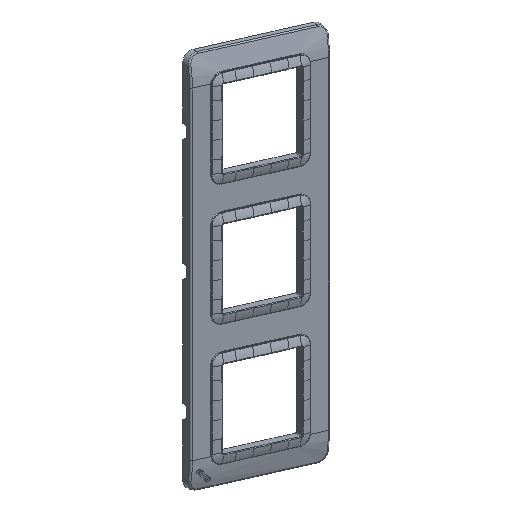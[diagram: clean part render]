
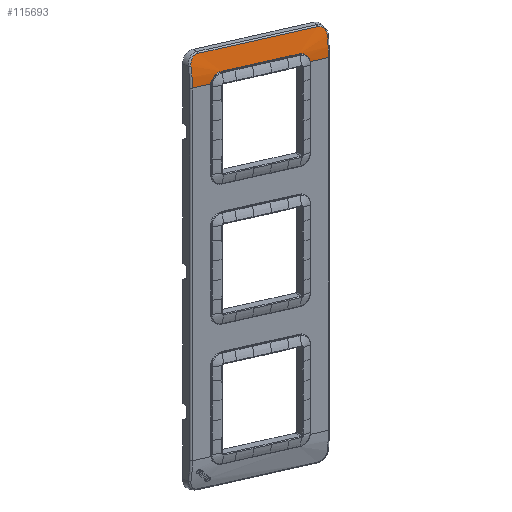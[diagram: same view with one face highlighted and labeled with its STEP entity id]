
A CAD part, top view. The second image highlights one B-rep face of the part: STEP entity #115693.
In plain terms, the highlighted cylindrical face has radius 55 mm (diameter 110 mm), a partial arc.
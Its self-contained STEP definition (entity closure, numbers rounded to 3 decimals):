
#102306=CARTESIAN_POINT('Vertex',(38.779,58.954,6.)) ;
#102309=CARTESIAN_POINT('Line Origine',(33.602,58.954,6.)) ;
#102313=CARTESIAN_POINT('Vertex',(28.425,58.954,6.)) ;
#102362=CARTESIAN_POINT('Vertex',(-28.425,58.954,6.)) ;
#102365=CARTESIAN_POINT('Line Origine',(-33.602,58.954,6.)) ;
#102369=CARTESIAN_POINT('Vertex',(-38.779,58.954,6.)) ;
#111749=CARTESIAN_POINT('Vertex',(38.905,69.637,4.952)) ;
#111753=CARTESIAN_POINT('Control Point',(38.905,69.637,4.952)) ;
#111754=CARTESIAN_POINT('Control Point',(38.855,67.528,5.37)) ;
#111755=CARTESIAN_POINT('Control Point',(38.817,65.398,5.685)) ;
#111756=CARTESIAN_POINT('Control Point',(38.791,63.255,5.895)) ;
#111757=CARTESIAN_POINT('Control Point',(38.779,61.104,6.)) ;
#111758=CARTESIAN_POINT('Control Point',(38.779,58.954,6.)) ;
#111896=CARTESIAN_POINT('Vertex',(34.099,74.851,3.652)) ;
#111900=CARTESIAN_POINT('Control Point',(34.099,74.851,3.652)) ;
#111901=CARTESIAN_POINT('Control Point',(34.231,74.851,3.652)) ;
#111902=CARTESIAN_POINT('Control Point',(34.362,74.846,3.654)) ;
#111903=CARTESIAN_POINT('Control Point',(34.494,74.837,3.657)) ;
#111904=CARTESIAN_POINT('Control Point',(35.217,74.761,3.679)) ;
#111905=CARTESIAN_POINT('Control Point',(35.919,74.546,3.744)) ;
#111906=CARTESIAN_POINT('Control Point',(36.458,74.278,3.823)) ;
#111907=CARTESIAN_POINT('Control Point',(37.293,73.682,3.994)) ;
#111908=CARTESIAN_POINT('Control Point',(37.941,72.897,4.205)) ;
#111909=CARTESIAN_POINT('Control Point',(38.175,72.541,4.297)) ;
#111910=CARTESIAN_POINT('Control Point',(38.572,71.777,4.488)) ;
#111911=CARTESIAN_POINT('Control Point',(38.807,70.945,4.68)) ;
#111912=CARTESIAN_POINT('Control Point',(38.883,70.513,4.774)) ;
#111913=CARTESIAN_POINT('Control Point',(38.915,70.075,4.866)) ;
#111914=CARTESIAN_POINT('Control Point',(38.905,69.637,4.952)) ;
#111928=CARTESIAN_POINT('Line Origine',(19.927,74.851,3.652)) ;
#111932=CARTESIAN_POINT('Vertex',(-34.099,74.851,3.652)) ;
#112003=CARTESIAN_POINT('Control Point',(-34.099,74.851,3.652)) ;
#112004=CARTESIAN_POINT('Control Point',(-34.231,74.851,3.652)) ;
#112005=CARTESIAN_POINT('Control Point',(-34.362,74.846,3.654)) ;
#112006=CARTESIAN_POINT('Control Point',(-34.494,74.837,3.657)) ;
#112007=CARTESIAN_POINT('Control Point',(-35.217,74.761,3.679)) ;
#112008=CARTESIAN_POINT('Control Point',(-35.919,74.546,3.744)) ;
#112009=CARTESIAN_POINT('Control Point',(-36.458,74.278,3.823)) ;
#112010=CARTESIAN_POINT('Control Point',(-37.293,73.682,3.994)) ;
#112011=CARTESIAN_POINT('Control Point',(-37.941,72.897,4.205)) ;
#112012=CARTESIAN_POINT('Control Point',(-38.175,72.541,4.297)) ;
#112013=CARTESIAN_POINT('Control Point',(-38.572,71.777,4.488)) ;
#112014=CARTESIAN_POINT('Control Point',(-38.807,70.945,4.68)) ;
#112015=CARTESIAN_POINT('Control Point',(-38.883,70.513,4.774)) ;
#112016=CARTESIAN_POINT('Control Point',(-38.915,70.075,4.866)) ;
#112017=CARTESIAN_POINT('Control Point',(-38.905,69.637,4.952)) ;
#112018=CARTESIAN_POINT('Vertex',(-38.905,69.637,4.952)) ;
#112404=CARTESIAN_POINT('Control Point',(-38.905,69.637,4.952)) ;
#112405=CARTESIAN_POINT('Control Point',(-38.855,67.528,5.37)) ;
#112406=CARTESIAN_POINT('Control Point',(-38.817,65.398,5.685)) ;
#112407=CARTESIAN_POINT('Control Point',(-38.791,63.255,5.895)) ;
#112408=CARTESIAN_POINT('Control Point',(-38.779,61.104,6.)) ;
#112409=CARTESIAN_POINT('Control Point',(-38.779,58.954,6.)) ;
#115651=CARTESIAN_POINT('Axis2P3D Location',(34.5,58.954,-49.)) ;
#115657=CARTESIAN_POINT('Control Point',(-22.2,64.022,5.766)) ;
#115658=CARTESIAN_POINT('Control Point',(-23.941,64.022,5.766)) ;
#115659=CARTESIAN_POINT('Control Point',(-25.683,63.429,5.82)) ;
#115660=CARTESIAN_POINT('Control Point',(-27.147,62.24,5.934)) ;
#115661=CARTESIAN_POINT('Control Point',(-28.08,60.656,6.)) ;
#115662=CARTESIAN_POINT('Control Point',(-28.425,58.954,6.)) ;
#115663=CARTESIAN_POINT('Vertex',(-22.2,64.022,5.766)) ;
#115666=CARTESIAN_POINT('Line Origine',(34.5,64.022,5.766)) ;
#115670=CARTESIAN_POINT('Vertex',(22.2,64.022,5.766)) ;
#115674=CARTESIAN_POINT('Control Point',(28.425,58.954,6.)) ;
#115675=CARTESIAN_POINT('Control Point',(28.08,60.656,6.)) ;
#115676=CARTESIAN_POINT('Control Point',(27.147,62.24,5.934)) ;
#115677=CARTESIAN_POINT('Control Point',(25.683,63.429,5.82)) ;
#115678=CARTESIAN_POINT('Control Point',(23.941,64.022,5.766)) ;
#115679=CARTESIAN_POINT('Control Point',(22.2,64.022,5.766)) ;
#102310=DIRECTION('Vector Direction',(1.,0.,0.)) ;
#102366=DIRECTION('Vector Direction',(1.,0.,0.)) ;
#111929=DIRECTION('Vector Direction',(1.,0.,0.)) ;
#115652=DIRECTION('Axis2P3D Direction',(1.,0.,0.)) ;
#115653=DIRECTION('Axis2P3D XDirection',(0.,0.298,0.955)) ;
#115667=DIRECTION('Vector Direction',(1.,0.,0.)) ;
#115654=AXIS2_PLACEMENT_3D('Cylinder Axis2P3D',#115651,#115652,#115653) ;
#115682=ORIENTED_EDGE('',*,*,#102315,.T.) ;
#115683=ORIENTED_EDGE('',*,*,#111759,.T.) ;
#115684=ORIENTED_EDGE('',*,*,#111915,.T.) ;
#115685=ORIENTED_EDGE('',*,*,#111934,.F.) ;
#115686=ORIENTED_EDGE('',*,*,#112020,.F.) ;
#115687=ORIENTED_EDGE('',*,*,#112410,.F.) ;
#115688=ORIENTED_EDGE('',*,*,#102371,.F.) ;
#115689=ORIENTED_EDGE('',*,*,#115665,.T.) ;
#115690=ORIENTED_EDGE('',*,*,#115672,.T.) ;
#115691=ORIENTED_EDGE('',*,*,#115680,.T.) ;
#102311=VECTOR('Line Direction',#102310,1.) ;
#102367=VECTOR('Line Direction',#102366,1.) ;
#111930=VECTOR('Line Direction',#111929,1.) ;
#115668=VECTOR('Line Direction',#115667,1.) ;
#115693=ADVANCED_FACE('PartBody',(#115692),#115655,.T.) ;
#111752=B_SPLINE_CURVE_WITH_KNOTS('',5,(#111753,#111754,#111755,#111756,#111757,#111758),.UNSPECIFIED.,.F.,.U.,(6,6),(22.773,37.842),.UNSPECIFIED.) ;
#111899=B_SPLINE_CURVE_WITH_KNOTS('',5,(#111900,#111901,#111902,#111903,#111904,#111905,#111906,#111907,#111908,#111909,#111910,#111911,#111912,#111913,#111914),.UNSPECIFIED.,.F.,.U.,(6,3,3,3,6),(19.219,20.247,24.897,28.235,31.654),.UNSPECIFIED.) ;
#112002=B_SPLINE_CURVE_WITH_KNOTS('',5,(#112003,#112004,#112005,#112006,#112007,#112008,#112009,#112010,#112011,#112012,#112013,#112014,#112015,#112016,#112017),.UNSPECIFIED.,.F.,.U.,(6,3,3,3,6),(19.219,20.247,24.897,28.235,31.654),.UNSPECIFIED.) ;
#112403=B_SPLINE_CURVE_WITH_KNOTS('',5,(#112404,#112405,#112406,#112407,#112408,#112409),.UNSPECIFIED.,.F.,.U.,(6,6),(22.773,37.842),.UNSPECIFIED.) ;
#115656=B_SPLINE_CURVE_WITH_KNOTS('',5,(#115657,#115658,#115659,#115660,#115661,#115662),.UNSPECIFIED.,.F.,.U.,(6,6),(16.554,28.579),.UNSPECIFIED.) ;
#115673=B_SPLINE_CURVE_WITH_KNOTS('',5,(#115674,#115675,#115676,#115677,#115678,#115679),.UNSPECIFIED.,.F.,.U.,(6,6),(4.529,16.554),.UNSPECIFIED.) ;
#115655=CYLINDRICAL_SURFACE('generated cylinder',#115654,55.) ;
#102315=EDGE_CURVE('',#102314,#102307,#102312,.T.) ;
#102371=EDGE_CURVE('',#102363,#102370,#102368,.F.) ;
#111759=EDGE_CURVE('',#102307,#111750,#111752,.F.) ;
#111915=EDGE_CURVE('',#111750,#111897,#111899,.F.) ;
#111934=EDGE_CURVE('',#111933,#111897,#111931,.T.) ;
#112020=EDGE_CURVE('',#112019,#111933,#112002,.F.) ;
#112410=EDGE_CURVE('',#102370,#112019,#112403,.F.) ;
#115665=EDGE_CURVE('',#102363,#115664,#115656,.F.) ;
#115672=EDGE_CURVE('',#115664,#115671,#115669,.T.) ;
#115680=EDGE_CURVE('',#115671,#102314,#115673,.F.) ;
#115681=EDGE_LOOP('',(#115682,#115683,#115684,#115685,#115686,#115687,#115688,#115689,#115690,#115691)) ;
#115692=FACE_OUTER_BOUND('',#115681,.T.) ;
#102312=LINE('Line',#102309,#102311) ;
#102368=LINE('Line',#102365,#102367) ;
#111931=LINE('Line',#111928,#111930) ;
#115669=LINE('Line',#115666,#115668) ;
#102307=VERTEX_POINT('',#102306) ;
#102314=VERTEX_POINT('',#102313) ;
#102363=VERTEX_POINT('',#102362) ;
#102370=VERTEX_POINT('',#102369) ;
#111750=VERTEX_POINT('',#111749) ;
#111897=VERTEX_POINT('',#111896) ;
#111933=VERTEX_POINT('',#111932) ;
#112019=VERTEX_POINT('',#112018) ;
#115664=VERTEX_POINT('',#115663) ;
#115671=VERTEX_POINT('',#115670) ;
